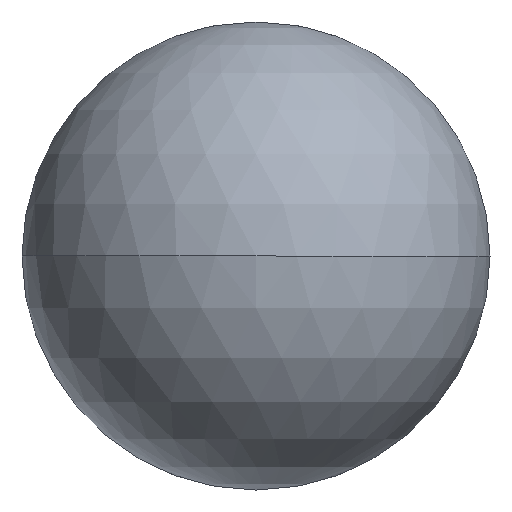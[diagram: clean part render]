
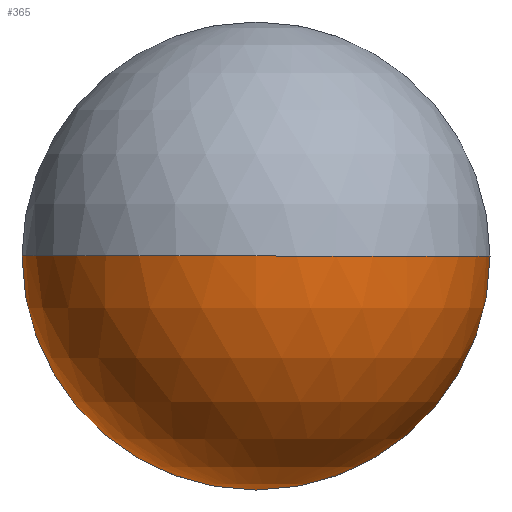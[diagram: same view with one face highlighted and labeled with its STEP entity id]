
A CAD part, left-side view. The second image highlights one B-rep face of the part: STEP entity #365.
In plain terms, the highlighted spherical face has radius 6.5 mm.
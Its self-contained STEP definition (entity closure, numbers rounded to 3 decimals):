
#1 = VERTEX_POINT ( 'NONE', #236 ) ;
#10 = AXIS2_PLACEMENT_3D ( 'NONE', #328, #392, #231 ) ;
#11 = EDGE_CURVE ( 'NONE', #1, #225, #187, .T. ) ;
#16 = EDGE_CURVE ( 'NONE', #284, #360, #373, .T. ) ;
#19 = AXIS2_PLACEMENT_3D ( 'NONE', #294, #364, #228 ) ;
#22 = DIRECTION ( 'NONE',  ( 0., 0., -1. ) ) ;
#36 = FACE_OUTER_BOUND ( 'NONE', #222, .T. ) ;
#42 = ORIENTED_EDGE ( 'NONE', *, *, #142, .T. ) ;
#52 = CARTESIAN_POINT ( 'NONE',  ( 6.5, 0., -6.5 ) ) ;
#64 = CARTESIAN_POINT ( 'NONE',  ( 0., 0., 0. ) ) ;
#89 = CARTESIAN_POINT ( 'NONE',  ( 6.5, 0., 0. ) ) ;
#99 = SPHERICAL_SURFACE ( 'NONE', #181, 6.5 ) ;
#100 = ORIENTED_EDGE ( 'NONE', *, *, #11, .T. ) ;
#134 = ORIENTED_EDGE ( 'NONE', *, *, #334, .F. ) ;
#137 = ORIENTED_EDGE ( 'NONE', *, *, #16, .T. ) ;
#142 = EDGE_CURVE ( 'NONE', #225, #284, #276, .T. ) ;
#157 = CARTESIAN_POINT ( 'NONE',  ( 6.5, 0., 0. ) ) ;
#163 = AXIS2_PLACEMENT_3D ( 'NONE', #362, #205, #292 ) ;
#181 = AXIS2_PLACEMENT_3D ( 'NONE', #157, #22, #351 ) ;
#187 = CIRCLE ( 'NONE', #163, 6.5 ) ;
#205 = DIRECTION ( 'NONE',  ( -1., 0., 0. ) ) ;
#210 = AXIS2_PLACEMENT_3D ( 'NONE', #89, #245, #380 ) ;
#222 = EDGE_LOOP ( 'NONE', ( #100, #42, #137, #134 ) ) ;
#225 = VERTEX_POINT ( 'NONE', #52 ) ;
#228 = DIRECTION ( 'NONE',  ( 0., 1., 0. ) ) ;
#231 = DIRECTION ( 'NONE',  ( 0., 0., 1. ) ) ;
#236 = CARTESIAN_POINT ( 'NONE',  ( 6.5, 6.5, 0. ) ) ;
#245 = DIRECTION ( 'NONE',  ( 0., 0., 1. ) ) ;
#276 = CIRCLE ( 'NONE', #10, 6.5 ) ;
#284 = VERTEX_POINT ( 'NONE', #289 ) ;
#289 = CARTESIAN_POINT ( 'NONE',  ( 6.5, -6.5, 0. ) ) ;
#292 = DIRECTION ( 'NONE',  ( 0., 0., 1. ) ) ;
#294 = CARTESIAN_POINT ( 'NONE',  ( 6.5, 0., 0. ) ) ;
#328 = CARTESIAN_POINT ( 'NONE',  ( 6.5, 0., 0. ) ) ;
#334 = EDGE_CURVE ( 'NONE', #1, #360, #394, .T. ) ;
#351 = DIRECTION ( 'NONE',  ( 0., 1., 0. ) ) ;
#360 = VERTEX_POINT ( 'NONE', #64 ) ;
#362 = CARTESIAN_POINT ( 'NONE',  ( 6.5, 0., 0. ) ) ;
#364 = DIRECTION ( 'NONE',  ( 0., 0., -1. ) ) ;
#365 = ADVANCED_FACE ( 'NONE', ( #36 ), #99, .T. ) ;
#373 = CIRCLE ( 'NONE', #19, 6.5 ) ;
#380 = DIRECTION ( 'NONE',  ( 1., 0., 0. ) ) ;
#392 = DIRECTION ( 'NONE',  ( -1., 0., 0. ) ) ;
#394 = CIRCLE ( 'NONE', #210, 6.5 ) ;
